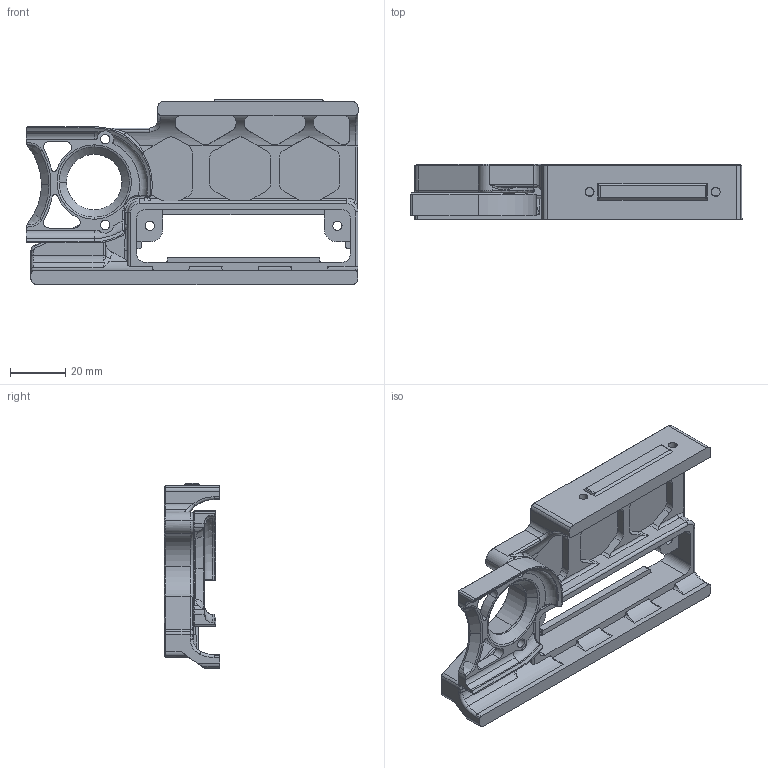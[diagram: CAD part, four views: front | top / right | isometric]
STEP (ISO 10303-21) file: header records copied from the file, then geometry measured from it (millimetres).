
FILE_DESCRIPTION (( 'STEP AP203' ), '1' );
FILE_NAME ('VORON2.4_IO.STEP', '2025-09-17T10:02:33', ( '' ), ( '' ), 'SwSTEP 2.0', 'SolidWorks 2021', '' );
FILE_SCHEMA (( 'CONFIG_CONTROL_DESIGN' ));
Length unit declared in the file: millimetre
Products named in the file (3): BoxTurtle IO PCB Keystone Panel for Voron2.4; Belt_Guard_Voron2.4_x1; VORON2.4_IO
Assembly tree (2 placements, depth 2):
  VORON2.4_IO
    BoxTurtle IO PCB Keystone Panel for Voron2.4
    Belt_Guard_Voron2.4_x1
Bounding box: 119.8 x 20 x 66.8 mm (x, y, z)
Volume: 49262.3 mm3; surface area: 25493.4 mm2
Topology: 2 solids, 2 shells, 472 faces, 1264 edges, 793 vertices
Faces by surface type: cylinder 222, plane 143, cone 61, torus 28, bspline 17, sphere 1
Entity records: 16661 total; most frequent: CARTESIAN_POINT 4582, ORIENTED_EDGE 2520, DIRECTION 2498, EDGE_CURVE 1260, AXIS2_PLACEMENT_3D 937, VERTEX_POINT 793, LINE 624, VECTOR 624
